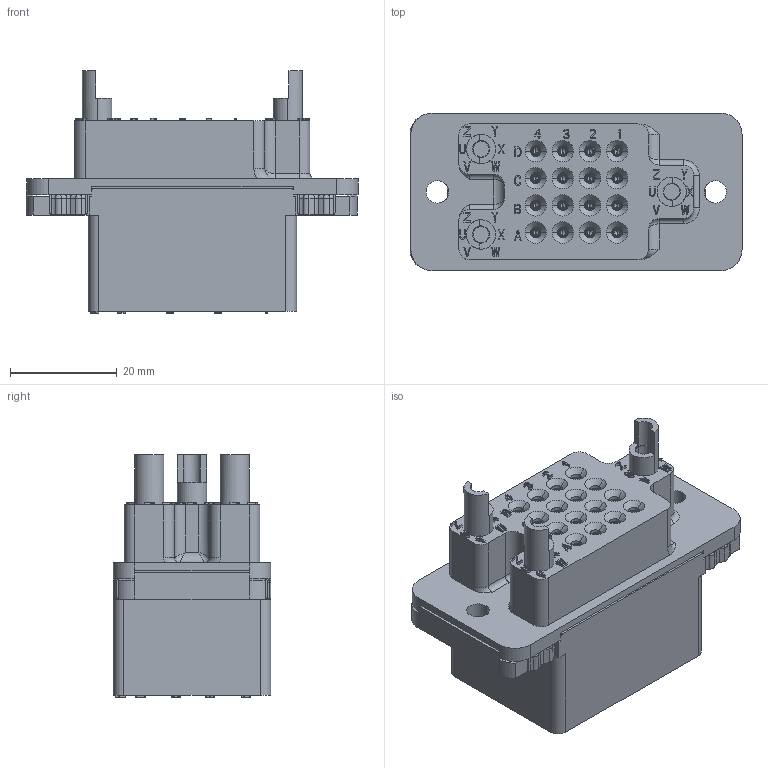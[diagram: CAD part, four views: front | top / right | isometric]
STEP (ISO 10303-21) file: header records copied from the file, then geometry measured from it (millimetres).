
FILE_DESCRIPTION((''),'2;1');
FILE_NAME('00551939600E','2020-09-30T',('presta_be4'),(''),'CREO PARAMETRIC BY PTC INC, 2018360','CREO PARAMETRIC BY PTC INC, 2018360','');
FILE_SCHEMA(('CONFIG_CONTROL_DESIGN'));
Products named in the file (1): 00551939600E
Bounding box: 62.15 x 29.5 x 45.45 mm (x, y, z)
Volume: 31938.3 mm3; surface area: 31484.5 mm2
Topology: 1 solids, 1 shells, 3278 faces, 9131 edges, 5918 vertices
Faces by surface type: plane 2264, cylinder 546, cone 326, torus 130, bspline 12
Entity records: 109270 total; most frequent: CARTESIAN_POINT 24686, ORIENTED_EDGE 18198, DIRECTION 16924, EDGE_CURVE 9099, VECTOR 6416, LINE 6416, VERTEX_POINT 5918, AXIS2_PLACEMENT_3D 5254
